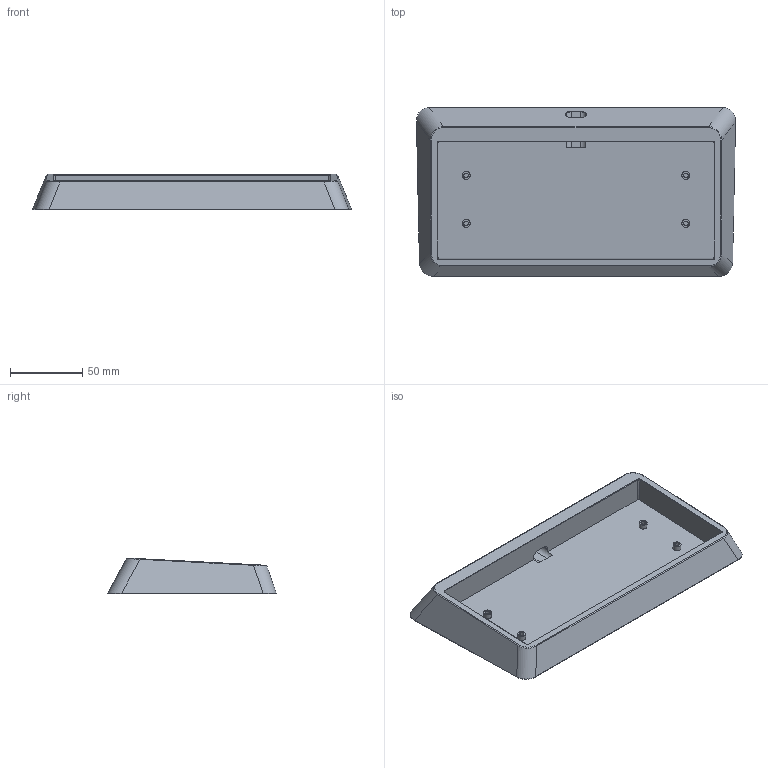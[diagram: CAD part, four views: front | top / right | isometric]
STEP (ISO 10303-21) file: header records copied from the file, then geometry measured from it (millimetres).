
FILE_DESCRIPTION(/* description */ (''),/* implementation_level */ '2;1');
FILE_NAME(/* name */ 'Bruce the Menhir.step',/* time_stamp */ '2024-01-22T20:53:07-08:00',/* author */ (''),/* organization */ (''),/* preprocessor_version */ 'ST-DEVELOPER v20',/* originating_system */ 'Autodesk Translation Framework v12.14.0.127',/* authorisation */ '');
FILE_SCHEMA (('AUTOMOTIVE_DESIGN { 1 0 10303 214 3 1 1 }'));
Length unit declared in the file: millimetre
Products named in the file (1): Bruce the Menhir
Bounding box: 221.23 x 116.83 x 24.93 mm (x, y, z)
Volume: 220800.8 mm3; surface area: 70708.4 mm2
Topology: 1 solids, 1 shells, 96 faces, 226 edges, 140 vertices
Faces by surface type: plane 40, bspline 32, cylinder 20, cone 4
Full cylindrical faces by diameter (mm): 3.2 x4, 5.5 x4
Entity records: 3293 total; most frequent: CARTESIAN_POINT 1255, ORIENTED_EDGE 452, DIRECTION 326, EDGE_CURVE 226, VERTEX_POINT 140, LINE 128, VECTOR 128, EDGE_LOOP 106
